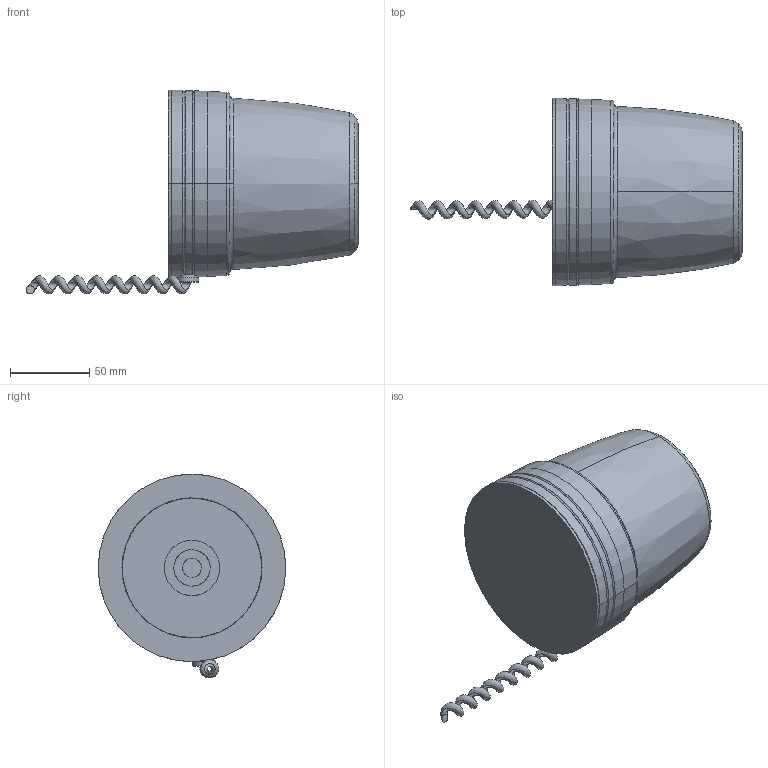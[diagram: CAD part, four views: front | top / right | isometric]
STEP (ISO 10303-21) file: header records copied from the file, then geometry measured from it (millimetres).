
FILE_DESCRIPTION (( 'STEP AP203' ), '1' );
FILE_NAME ('DK170507DD01_z kablem spiralnym.STEP', '2018-05-15T07:32:05', ( '' ), ( '' ), 'SwSTEP 2.0', 'SolidWorks 2017', '' );
FILE_SCHEMA (( 'CONFIG_CONTROL_DESIGN' ));
Products named in the file (1): DK170507DD01_z kablem spiralnym
Bounding box: 209.79 x 118.59 x 128.83 mm (x, y, z)
Volume: 285061.4 mm3; surface area: 151008.5 mm2
Topology: 2 solids, 26 shells, 1023 faces, 2805 edges, 1847 vertices
Faces by surface type: plane 460, cone 265, bspline 198, cylinder 100
Entity records: 54613 total; most frequent: CARTESIAN_POINT 32091, ORIENTED_EDGE 5566, DIRECTION 3547, EDGE_CURVE 2783, VERTEX_POINT 1847, AXIS2_PLACEMENT_3D 1283, EDGE_LOOP 1078, ADVANCED_FACE 1023
